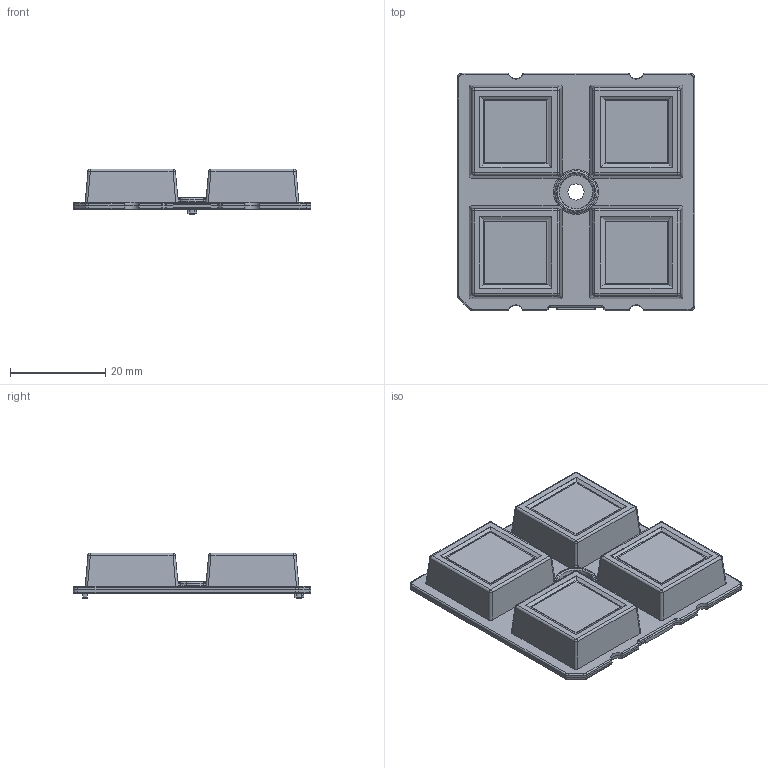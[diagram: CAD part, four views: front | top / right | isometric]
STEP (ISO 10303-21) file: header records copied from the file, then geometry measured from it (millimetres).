
FILE_DESCRIPTION(('CATIA V5 STEP Exchange'),'2;1');
FILE_NAME('C12361_HB-2X2-W_mechanicalmodel.stp','2018-10-25T10:15:12+00:00',('none'),('none'),'CATIA Version 5-6 Release 2013 SP4','CATIA V5 STEP AP203','none');
FILE_SCHEMA(('CONFIG_CONTROL_DESIGN'));
Length unit declared in the file: millimetre
Products named in the file (1): C12361
Bounding box: 50 x 50 x 9.65 mm (x, y, z)
Volume: 8918.7 mm3; surface area: 9651.6 mm2
Topology: 1 solids, 1 shells, 560 faces, 1406 edges, 853 vertices
Faces by surface type: plane 184, cylinder 152, bspline 104, torus 44, cone 40, sphere 20, extrusion 16
Entity records: 29728 total; most frequent: CARTESIAN_POINT 18371, ORIENTED_EDGE 2772, DIRECTION 1521, EDGE_CURVE 1386, VERTEX_POINT 853, AXIS2_PLACEMENT_3D 616, EDGE_LOOP 587, VECTOR 580
